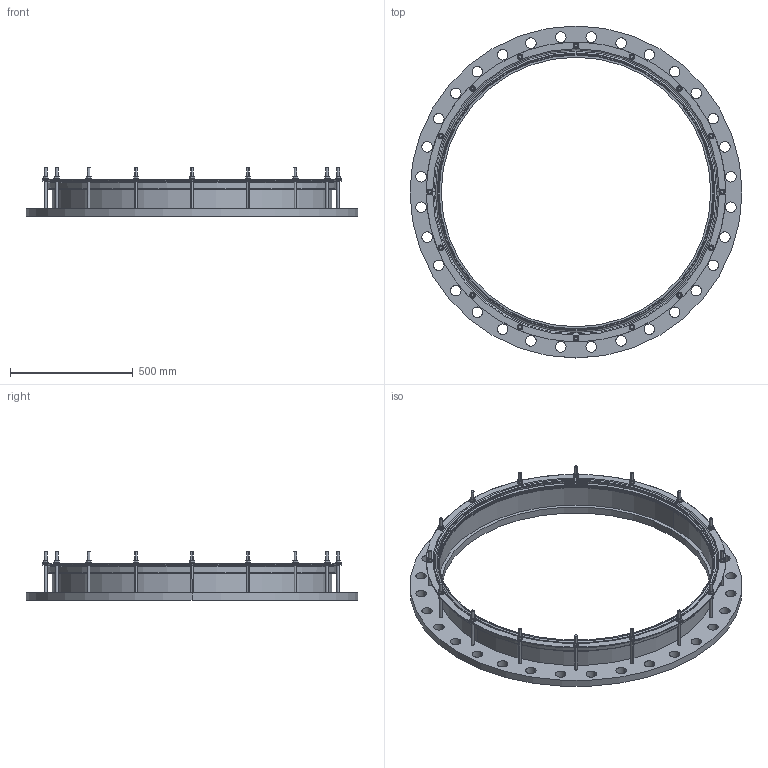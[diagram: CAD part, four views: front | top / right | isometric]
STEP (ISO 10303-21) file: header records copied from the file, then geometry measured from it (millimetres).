
FILE_DESCRIPTION (( 'STEP AP203' ), '1' );
FILE_NAME ('O_260_30_DN1100_step.STEP', '2015-06-15T05:59:15', ( '' ), ( '' ), 'SwSTEP 2.0', 'SolidWorks 2012', '' );
FILE_SCHEMA (( 'CONFIG_CONTROL_DESIGN' ));
Length unit declared in the file: millimetre
Products named in the file (1): O_260_30_DN1100_step
Bounding box: 1355 x 1355 x 198 mm (x, y, z)
Volume: 19357981.5 mm3; surface area: 2628593.3 mm2
Topology: 1 solids, 1 shells, 426 faces, 1122 edges, 740 vertices
Faces by surface type: cylinder 182, plane 156, cone 74, torus 14
Entity records: 16365 total; most frequent: CARTESIAN_POINT 5737, ORIENTED_EDGE 2244, DIRECTION 2106, EDGE_CURVE 1122, AXIS2_PLACEMENT_3D 877, VERTEX_POINT 740, EDGE_LOOP 566, CIRCLE 450
